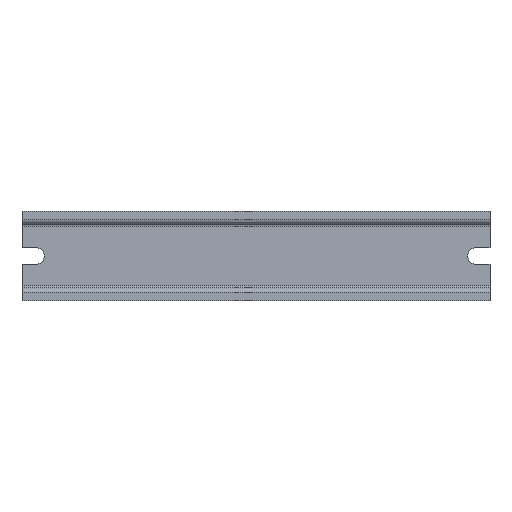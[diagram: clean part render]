
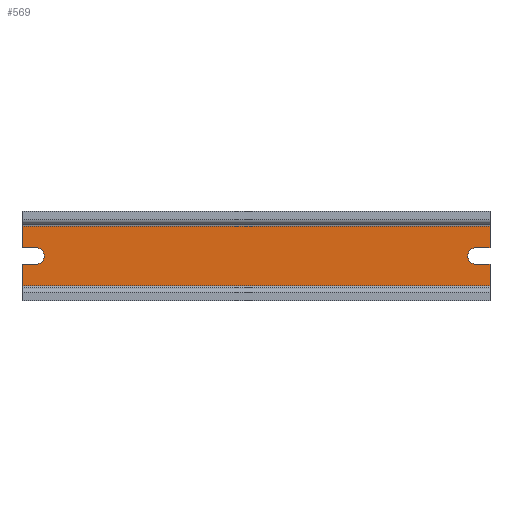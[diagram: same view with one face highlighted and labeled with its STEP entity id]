
A CAD part, top view. The second image highlights one B-rep face of the part: STEP entity #569.
In plain terms, the highlighted planar face has unit normal (0, 0, 1).
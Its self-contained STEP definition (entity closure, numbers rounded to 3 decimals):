
#21=PLANE('',#619);
#43=FACE_OUTER_BOUND('',#73,.T.);
#73=EDGE_LOOP('',(#431,#432,#433,#434,#435,#436,#437,#438,#439,#440,#441,
#442));
#98=LINE('',#829,#162);
#102=LINE('',#836,#166);
#105=LINE('',#844,#169);
#109=LINE('',#853,#173);
#117=LINE('',#879,#181);
#118=LINE('',#882,#182);
#125=LINE('',#903,#189);
#126=LINE('',#905,#190);
#127=LINE('',#907,#191);
#128=LINE('',#908,#192);
#162=VECTOR('',#662,10.);
#166=VECTOR('',#668,10.);
#169=VECTOR('',#673,10.);
#173=VECTOR('',#679,10.);
#181=VECTOR('',#703,10.);
#182=VECTOR('',#706,10.);
#189=VECTOR('',#723,10.);
#190=VECTOR('',#724,10.);
#191=VECTOR('',#725,10.);
#192=VECTOR('',#726,10.);
#224=CIRCLE('',#601,3.2);
#226=CIRCLE('',#608,3.2);
#245=VERTEX_POINT('',#820);
#246=VERTEX_POINT('',#822);
#248=VERTEX_POINT('',#828);
#250=VERTEX_POINT('',#834);
#253=VERTEX_POINT('',#841);
#254=VERTEX_POINT('',#843);
#257=VERTEX_POINT('',#850);
#258=VERTEX_POINT('',#852);
#268=VERTEX_POINT('',#877);
#269=VERTEX_POINT('',#881);
#279=VERTEX_POINT('',#904);
#280=VERTEX_POINT('',#906);
#301=EDGE_CURVE('',#246,#245,#224,.T.);
#304=EDGE_CURVE('',#248,#246,#98,.T.);
#308=EDGE_CURVE('',#245,#250,#102,.T.);
#311=EDGE_CURVE('',#254,#253,#105,.T.);
#315=EDGE_CURVE('',#258,#257,#109,.T.);
#318=EDGE_CURVE('',#257,#254,#226,.T.);
#329=EDGE_CURVE('',#250,#268,#117,.T.);
#330=EDGE_CURVE('',#269,#258,#118,.T.);
#341=EDGE_CURVE('',#269,#268,#125,.T.);
#342=EDGE_CURVE('',#253,#279,#126,.T.);
#343=EDGE_CURVE('',#279,#280,#127,.T.);
#344=EDGE_CURVE('',#280,#248,#128,.T.);
#431=ORIENTED_EDGE('',*,*,#304,.T.);
#432=ORIENTED_EDGE('',*,*,#301,.T.);
#433=ORIENTED_EDGE('',*,*,#308,.T.);
#434=ORIENTED_EDGE('',*,*,#329,.T.);
#435=ORIENTED_EDGE('',*,*,#341,.F.);
#436=ORIENTED_EDGE('',*,*,#330,.T.);
#437=ORIENTED_EDGE('',*,*,#315,.T.);
#438=ORIENTED_EDGE('',*,*,#318,.T.);
#439=ORIENTED_EDGE('',*,*,#311,.T.);
#440=ORIENTED_EDGE('',*,*,#342,.T.);
#441=ORIENTED_EDGE('',*,*,#343,.T.);
#442=ORIENTED_EDGE('',*,*,#344,.T.);
#569=ADVANCED_FACE('',(#43),#21,.T.);
#601=AXIS2_PLACEMENT_3D('',#823,#656,#657);
#608=AXIS2_PLACEMENT_3D('',#857,#685,#686);
#619=AXIS2_PLACEMENT_3D('',#902,#721,#722);
#656=DIRECTION('center_axis',(0.,0.,-1.));
#657=DIRECTION('ref_axis',(0.,1.,0.));
#662=DIRECTION('',(-1.,0.,0.));
#668=DIRECTION('',(1.,0.,0.));
#673=DIRECTION('',(-1.,0.,0.));
#679=DIRECTION('',(1.,0.,0.));
#685=DIRECTION('center_axis',(0.,0.,-1.));
#686=DIRECTION('ref_axis',(0.,1.,0.));
#703=DIRECTION('',(0.,1.,0.));
#706=DIRECTION('',(0.,-1.,0.));
#721=DIRECTION('center_axis',(0.,0.,1.));
#722=DIRECTION('ref_axis',(1.,0.,0.));
#723=DIRECTION('',(1.,0.,0.));
#724=DIRECTION('',(0.,-1.,0.));
#725=DIRECTION('',(1.,0.,0.));
#726=DIRECTION('',(0.,1.,0.));
#820=CARTESIAN_POINT('',(177.5,20.7,1.));
#822=CARTESIAN_POINT('',(177.5,14.3,1.));
#823=CARTESIAN_POINT('Origin',(177.5,17.5,1.));
#828=CARTESIAN_POINT('',(183.,14.3,1.));
#829=CARTESIAN_POINT('',(91.5,14.3,1.));
#834=CARTESIAN_POINT('',(183.,20.7,1.));
#836=CARTESIAN_POINT('',(88.75,20.7,1.));
#841=CARTESIAN_POINT('',(0.,14.3,1.));
#843=CARTESIAN_POINT('',(5.5,14.3,1.));
#844=CARTESIAN_POINT('',(2.75,14.3,1.));
#850=CARTESIAN_POINT('',(5.5,20.7,1.));
#852=CARTESIAN_POINT('',(0.,20.7,1.));
#853=CARTESIAN_POINT('',(0.,20.7,1.));
#857=CARTESIAN_POINT('Origin',(5.5,17.5,1.));
#877=CARTESIAN_POINT('',(183.,29.2,1.));
#879=CARTESIAN_POINT('',(183.,29.2,1.));
#881=CARTESIAN_POINT('',(0.,29.2,1.));
#882=CARTESIAN_POINT('',(0.,29.2,1.));
#902=CARTESIAN_POINT('Origin',(0.,5.8,1.));
#903=CARTESIAN_POINT('',(0.,29.2,1.));
#904=CARTESIAN_POINT('',(0.,5.8,1.));
#905=CARTESIAN_POINT('',(0.,29.2,1.));
#906=CARTESIAN_POINT('',(183.,5.8,1.));
#907=CARTESIAN_POINT('',(0.,5.8,1.));
#908=CARTESIAN_POINT('',(183.,29.2,1.));
